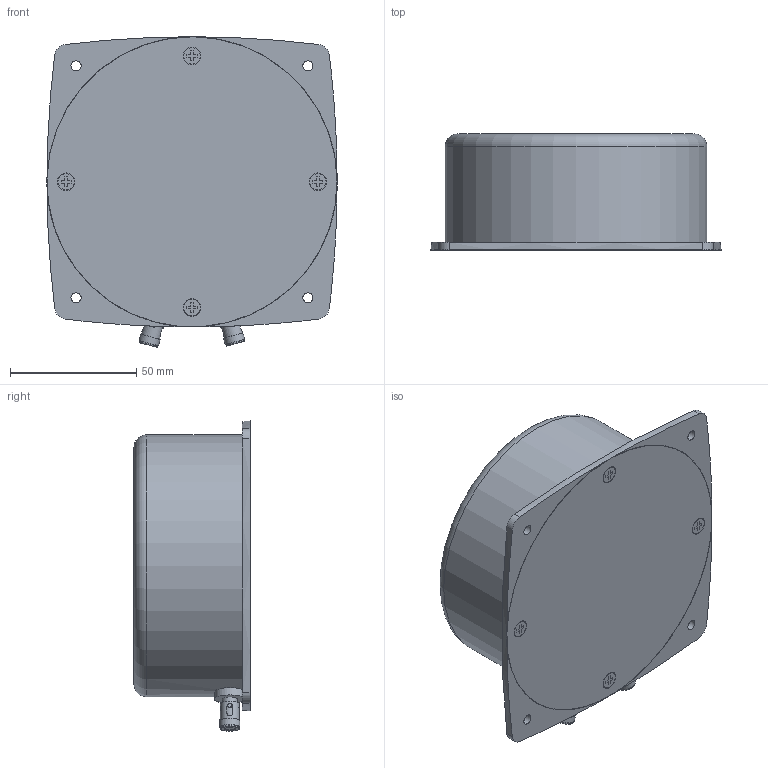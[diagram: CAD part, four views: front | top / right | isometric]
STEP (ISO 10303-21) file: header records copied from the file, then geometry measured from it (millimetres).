
FILE_DESCRIPTION(/* description */ (''),/* implementation_level */ '2;1');
FILE_NAME(/* name */ 'ASX11504-SW-R.stp',/* time_stamp */ '2021-03-19T11:04:06-04:00',/* author */ ('VanDenBroek'),/* organization */ (''),/* preprocessor_version */ 'ST-DEVELOPER v16.1',/* originating_system */ 'Autodesk Inventor 2016',/* authorisation */ '');
FILE_SCHEMA (('AUTOMOTIVE_DESIGN { 1 0 10303 214 3 1 1 }'));
Length unit declared in the file: millimetre
Products named in the file (8): Base; Upper Housing Cap; KBM3X10; Washer; Binding Post-Negative; Binding Post-Positive; Upper Housing; ASX11504-SW-R
Assembly tree (11 placements, depth 2):
  ASX11504-SW-R
    Base
    Upper Housing
    Upper Housing Cap
    KBM3X10  x4
    Washer  x2
    Binding Post-Negative
    Binding Post-Positive
Bounding box: 115 x 46.01 x 123.09 mm (x, y, z)
Volume: 123386.8 mm3; surface area: 75204.6 mm2
Topology: 15 solids, 18 shells, 305 faces, 730 edges, 478 vertices
Faces by surface type: plane 121, cylinder 119, bspline 54, cone 8, torus 3
Full cylindrical faces by diameter (mm): 1.5 x4, 2 x36, 2.3 x5, 3 x4, 3.3 x2, 4 x6, 4.5 x2, 6 x6, 7.5 x4, 8 x2, 12 x2, 50.85 x1, 56.85 x1, 62.75 x1, 62.85 x1, 88.8 x1, 95.8 x1, 103.8 x1, 115 x1
Entity records: 8195 total; most frequent: CARTESIAN_POINT 4432, DIRECTION 705, ORIENTED_EDGE 607, EDGE_CURVE 308, AXIS2_PLACEMENT_3D 304, EDGE_LOOP 281, VERTEX_POINT 238, FACE_OUTER_BOUND 174
